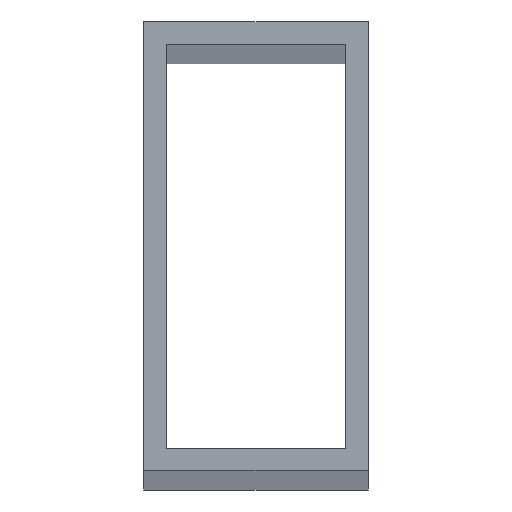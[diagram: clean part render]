
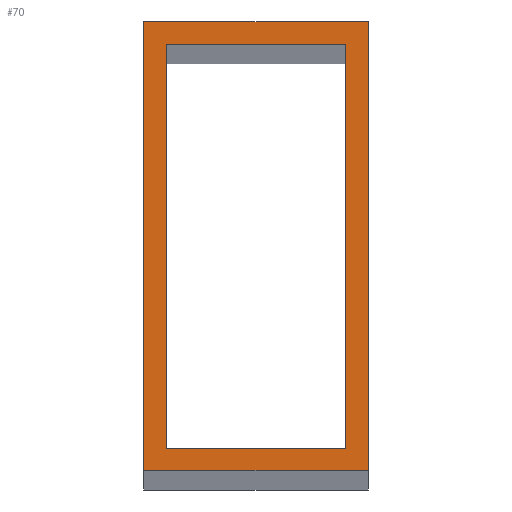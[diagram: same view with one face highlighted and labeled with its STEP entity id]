
A CAD part, top view. The second image highlights one B-rep face of the part: STEP entity #70.
In plain terms, the highlighted planar face has unit normal (0, 0, 1).
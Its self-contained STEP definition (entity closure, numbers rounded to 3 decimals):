
#8 = LINE ( 'NONE', #324, #313 ) ;
#18 = EDGE_CURVE ( 'NONE', #62, #61, #69, .T. ) ;
#19 = VECTOR ( 'NONE', #145, 1000. ) ;
#28 = EDGE_CURVE ( 'NONE', #206, #62, #325, .T. ) ;
#34 = VERTEX_POINT ( 'NONE', #352 ) ;
#42 = LINE ( 'NONE', #241, #54 ) ;
#50 = CARTESIAN_POINT ( 'NONE',  ( -8., -18., 1000. ) ) ;
#51 = EDGE_CURVE ( 'NONE', #262, #226, #42, .T. ) ;
#54 = VECTOR ( 'NONE', #96, 1000. ) ;
#61 = VERTEX_POINT ( 'NONE', #354 ) ;
#62 = VERTEX_POINT ( 'NONE', #187 ) ;
#69 = LINE ( 'NONE', #186, #167 ) ;
#70 = ADVANCED_FACE ( 'NONE', ( #214, #304 ), #301, .F. ) ;
#76 = LINE ( 'NONE', #107, #278 ) ;
#82 = CARTESIAN_POINT ( 'NONE',  ( -10., 20., 1000. ) ) ;
#96 = DIRECTION ( 'NONE',  ( 1., 0., 0. ) ) ;
#102 = DIRECTION ( 'NONE',  ( 0., 0., -1. ) ) ;
#104 = CARTESIAN_POINT ( 'NONE',  ( 0., 0., 1000. ) ) ;
#107 = CARTESIAN_POINT ( 'NONE',  ( -8., 18., 1000. ) ) ;
#108 = CARTESIAN_POINT ( 'NONE',  ( 10., 20., 1000. ) ) ;
#114 = VERTEX_POINT ( 'NONE', #356 ) ;
#121 = ORIENTED_EDGE ( 'NONE', *, *, #291, .F. ) ;
#123 = DIRECTION ( 'NONE',  ( 1., 0., 0. ) ) ;
#133 = CARTESIAN_POINT ( 'NONE',  ( 8., -18., 1000. ) ) ;
#137 = VECTOR ( 'NONE', #196, 1000. ) ;
#145 = DIRECTION ( 'NONE',  ( -1., 0., 0. ) ) ;
#146 = EDGE_LOOP ( 'NONE', ( #193, #255, #342, #309 ) ) ;
#154 = DIRECTION ( 'NONE',  ( -1., 0., 0. ) ) ;
#167 = VECTOR ( 'NONE', #123, 1000. ) ;
#169 = LINE ( 'NONE', #253, #353 ) ;
#181 = CARTESIAN_POINT ( 'NONE',  ( -10., 20., 1000. ) ) ;
#186 = CARTESIAN_POINT ( 'NONE',  ( -10., -20., 1000. ) ) ;
#187 = CARTESIAN_POINT ( 'NONE',  ( -10., -20., 1000. ) ) ;
#190 = DIRECTION ( 'NONE',  ( 0., 1., 0. ) ) ;
#193 = ORIENTED_EDGE ( 'NONE', *, *, #218, .T. ) ;
#194 = CARTESIAN_POINT ( 'NONE',  ( -8., -18., 1000. ) ) ;
#196 = DIRECTION ( 'NONE',  ( 0., -1., 0. ) ) ;
#197 = DIRECTION ( 'NONE',  ( -1., 0., 0. ) ) ;
#201 = ORIENTED_EDGE ( 'NONE', *, *, #51, .F. ) ;
#206 = VERTEX_POINT ( 'NONE', #82 ) ;
#211 = DIRECTION ( 'NONE',  ( 0., -1., 0. ) ) ;
#214 = FACE_OUTER_BOUND ( 'NONE', #146, .T. ) ;
#218 = EDGE_CURVE ( 'NONE', #61, #292, #169, .T. ) ;
#226 = VERTEX_POINT ( 'NONE', #133 ) ;
#228 = EDGE_CURVE ( 'NONE', #114, #34, #76, .T. ) ;
#230 = LINE ( 'NONE', #181, #19 ) ;
#232 = DIRECTION ( 'NONE',  ( 0., 1., 0. ) ) ;
#241 = CARTESIAN_POINT ( 'NONE',  ( -8., -18., 1000. ) ) ;
#248 = VECTOR ( 'NONE', #211, 1000. ) ;
#253 = CARTESIAN_POINT ( 'NONE',  ( 10., -20., 1000. ) ) ;
#255 = ORIENTED_EDGE ( 'NONE', *, *, #355, .T. ) ;
#260 = EDGE_LOOP ( 'NONE', ( #201, #121, #344, #346 ) ) ;
#262 = VERTEX_POINT ( 'NONE', #194 ) ;
#278 = VECTOR ( 'NONE', #197, 1000. ) ;
#291 = EDGE_CURVE ( 'NONE', #34, #262, #363, .T. ) ;
#292 = VERTEX_POINT ( 'NONE', #108 ) ;
#301 = PLANE ( 'NONE',  #319 ) ;
#304 = FACE_BOUND ( 'NONE', #260, .T. ) ;
#309 = ORIENTED_EDGE ( 'NONE', *, *, #18, .T. ) ;
#311 = EDGE_CURVE ( 'NONE', #226, #114, #8, .T. ) ;
#313 = VECTOR ( 'NONE', #232, 1000. ) ;
#319 = AXIS2_PLACEMENT_3D ( 'NONE', #104, #102, #154 ) ;
#324 = CARTESIAN_POINT ( 'NONE',  ( 8., -18., 1000. ) ) ;
#325 = LINE ( 'NONE', #330, #248 ) ;
#330 = CARTESIAN_POINT ( 'NONE',  ( -10., -20., 1000. ) ) ;
#342 = ORIENTED_EDGE ( 'NONE', *, *, #28, .T. ) ;
#344 = ORIENTED_EDGE ( 'NONE', *, *, #228, .F. ) ;
#346 = ORIENTED_EDGE ( 'NONE', *, *, #311, .F. ) ;
#352 = CARTESIAN_POINT ( 'NONE',  ( -8., 18., 1000. ) ) ;
#353 = VECTOR ( 'NONE', #190, 1000. ) ;
#354 = CARTESIAN_POINT ( 'NONE',  ( 10., -20., 1000. ) ) ;
#355 = EDGE_CURVE ( 'NONE', #292, #206, #230, .T. ) ;
#356 = CARTESIAN_POINT ( 'NONE',  ( 8., 18., 1000. ) ) ;
#363 = LINE ( 'NONE', #50, #137 ) ;
